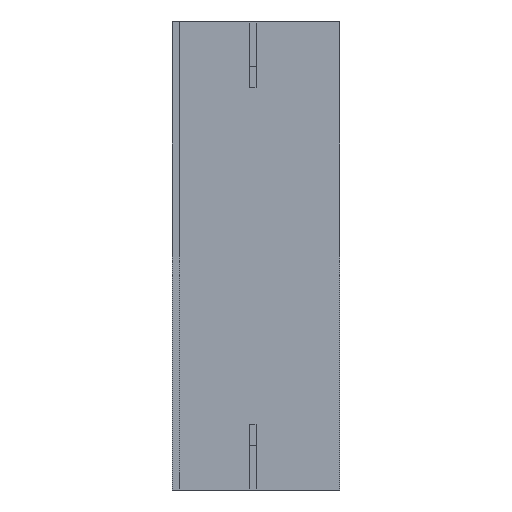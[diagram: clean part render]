
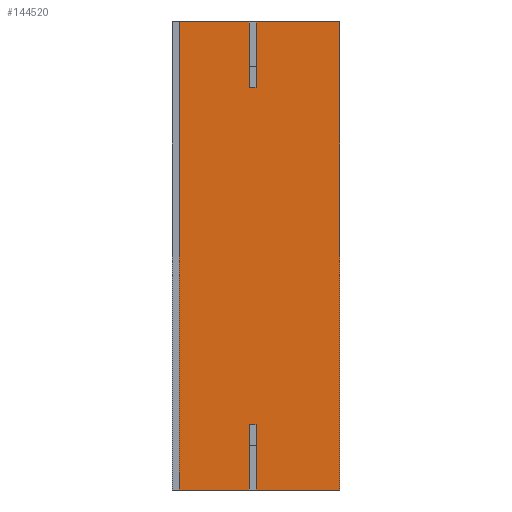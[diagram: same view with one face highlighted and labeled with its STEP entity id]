
A CAD part, left-side view. The second image highlights one B-rep face of the part: STEP entity #144520.
In plain terms, the highlighted free-form (B-spline) face has degree [1, 1] with [2, 2] control points.
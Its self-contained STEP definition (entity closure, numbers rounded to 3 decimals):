
#132790 = CARTESIAN_POINT ('', (-30., 50., -100.92));
#132800 = VERTEX_POINT ('', #132790);
#132860 = CARTESIAN_POINT ('', (-30., 52., -101.));
#132870 = VERTEX_POINT ('', #132860);
#132880 = CARTESIAN_POINT ('', (-30., 50., -100.92));
#132890 = CARTESIAN_POINT ('', (-30., 50.674, -100.974));
#132900 = CARTESIAN_POINT ('', (-30., 51.341, -101.));
#132910 = CARTESIAN_POINT ('', (-30., 52., -101.));
#132920 = (
   BOUNDED_CURVE ()
   B_SPLINE_CURVE (3, (#132880, #132890, #132900, #132910), .UNSPECIFIED., .F., .U.)
   B_SPLINE_CURVE_WITH_KNOTS ((4, 4), (0., 1.), .UNSPECIFIED.)
   CURVE ()
   GEOMETRIC_REPRESENTATION_ITEM ()
   RATIONAL_B_SPLINE_CURVE ((0.926, 0.95, 0.974, 1.))
   REPRESENTATION_ITEM ('')
);
#132930 = EDGE_CURVE ('', #132800, #132870, #132920, .T.);
#132950 = CARTESIAN_POINT ('', (-30., 54., -100.92));
#132960 = VERTEX_POINT ('', #132950);
#132970 = CARTESIAN_POINT ('', (-30., 52., -101.));
#132980 = CARTESIAN_POINT ('', (-30., 52.659, -101.));
#132990 = CARTESIAN_POINT ('', (-30., 53.326, -100.974));
#133000 = CARTESIAN_POINT ('', (-30., 54., -100.92));
#133010 = (
   BOUNDED_CURVE ()
   B_SPLINE_CURVE (3, (#132970, #132980, #132990, #133000), .UNSPECIFIED., .F., .U.)
   B_SPLINE_CURVE_WITH_KNOTS ((4, 4), (0., 1.), .UNSPECIFIED.)
   CURVE ()
   GEOMETRIC_REPRESENTATION_ITEM ()
   RATIONAL_B_SPLINE_CURVE ((1., 0.974, 0.95, 0.926))
   REPRESENTATION_ITEM ('')
);
#133020 = EDGE_CURVE ('', #132870, #132960, #133010, .T.);
#136370 = CARTESIAN_POINT ('', (-30., 54., 100.92));
#136380 = VERTEX_POINT ('', #136370);
#136390 = CARTESIAN_POINT ('', (-30., 52., 101.));
#136400 = VERTEX_POINT ('', #136390);
#136410 = CARTESIAN_POINT ('', (-30., 54., 100.92));
#136420 = CARTESIAN_POINT ('', (-30., 53.326, 100.974));
#136430 = CARTESIAN_POINT ('', (-30., 52.659, 101.));
#136440 = CARTESIAN_POINT ('', (-30., 52., 101.));
#136450 = (
   BOUNDED_CURVE ()
   B_SPLINE_CURVE (3, (#136410, #136420, #136430, #136440), .UNSPECIFIED., .F., .U.)
   B_SPLINE_CURVE_WITH_KNOTS ((4, 4), (0., 1.), .UNSPECIFIED.)
   CURVE ()
   GEOMETRIC_REPRESENTATION_ITEM ()
   RATIONAL_B_SPLINE_CURVE ((0.926, 0.95, 0.974, 1.))
   REPRESENTATION_ITEM ('')
);
#136460 = EDGE_CURVE ('', #136380, #136400, #136450, .T.);
#136800 = CARTESIAN_POINT ('', (-30., 50., 100.92));
#136810 = VERTEX_POINT ('', #136800);
#136820 = CARTESIAN_POINT ('', (-30., 52., 101.));
#136830 = CARTESIAN_POINT ('', (-30., 51.341, 101.));
#136840 = CARTESIAN_POINT ('', (-30., 50.674, 100.974));
#136850 = CARTESIAN_POINT ('', (-30., 50., 100.92));
#136860 = (
   BOUNDED_CURVE ()
   B_SPLINE_CURVE (3, (#136820, #136830, #136840, #136850), .UNSPECIFIED., .F., .U.)
   B_SPLINE_CURVE_WITH_KNOTS ((4, 4), (0., 1.), .UNSPECIFIED.)
   CURVE ()
   GEOMETRIC_REPRESENTATION_ITEM ()
   RATIONAL_B_SPLINE_CURVE ((1., 0.974, 0.95, 0.926))
   REPRESENTATION_ITEM ('')
);
#136870 = EDGE_CURVE ('', #136400, #136810, #136860, .T.);
#143750 = ORIENTED_EDGE ('', *, *, #132930, .F.);
#143760 = CARTESIAN_POINT ('', (-30., 50., -140.));
#143770 = VERTEX_POINT ('', #143760);
#143780 = CARTESIAN_POINT ('', (-30., 50., -100.92));
#143790 = CARTESIAN_POINT ('', (-30., 50., -140.));
#143800 = B_SPLINE_CURVE_WITH_KNOTS ('', 1, (#143780, #143790), .UNSPECIFIED., .F., .U., (2, 2), (0., 1.), .UNSPECIFIED.);
#143810 = EDGE_CURVE ('', #132800, #143770, #143800, .T.);
#143820 = ORIENTED_EDGE ('', *, *, #143810, .T.);
#143830 = CARTESIAN_POINT ('', (-30., 0., -140.));
#143840 = VERTEX_POINT ('', #143830);
#143850 = CARTESIAN_POINT ('', (-30., 50., -140.));
#143860 = CARTESIAN_POINT ('', (-30., 0., -140.));
#143870 = B_SPLINE_CURVE_WITH_KNOTS ('', 1, (#143850, #143860), .UNSPECIFIED., .F., .U., (2, 2), (0., 1.), .UNSPECIFIED.);
#143880 = EDGE_CURVE ('', #143770, #143840, #143870, .T.);
#143890 = ORIENTED_EDGE ('', *, *, #143880, .T.);
#143900 = CARTESIAN_POINT ('', (-30., 0., 140.));
#143910 = VERTEX_POINT ('', #143900);
#143920 = CARTESIAN_POINT ('', (-30., 0., -140.));
#143930 = CARTESIAN_POINT ('', (-30., 0., 140.));
#143940 = B_SPLINE_CURVE_WITH_KNOTS ('', 1, (#143920, #143930), .UNSPECIFIED., .F., .U., (2, 2), (0., 1.), .UNSPECIFIED.);
#143950 = EDGE_CURVE ('', #143840, #143910, #143940, .T.);
#143960 = ORIENTED_EDGE ('', *, *, #143950, .T.);
#143970 = CARTESIAN_POINT ('', (-30., 50., 140.));
#143980 = VERTEX_POINT ('', #143970);
#143990 = CARTESIAN_POINT ('', (-30., 0., 140.));
#144000 = CARTESIAN_POINT ('', (-30., 50., 140.));
#144010 = B_SPLINE_CURVE_WITH_KNOTS ('', 1, (#143990, #144000), .UNSPECIFIED., .F., .U., (2, 2), (0., 1.), .UNSPECIFIED.);
#144020 = EDGE_CURVE ('', #143910, #143980, #144010, .T.);
#144030 = ORIENTED_EDGE ('', *, *, #144020, .T.);
#144040 = CARTESIAN_POINT ('', (-30., 50., 140.));
#144050 = CARTESIAN_POINT ('', (-30., 50., 100.92));
#144060 = B_SPLINE_CURVE_WITH_KNOTS ('', 1, (#144040, #144050), .UNSPECIFIED., .F., .U., (2, 2), (0., 1.), .UNSPECIFIED.);
#144070 = EDGE_CURVE ('', #143980, #136810, #144060, .T.);
#144080 = ORIENTED_EDGE ('', *, *, #144070, .T.);
#144090 = ORIENTED_EDGE ('', *, *, #136870, .F.);
#144100 = ORIENTED_EDGE ('', *, *, #136460, .F.);
#144110 = CARTESIAN_POINT ('', (-30., 54., 140.));
#144120 = VERTEX_POINT ('', #144110);
#144130 = CARTESIAN_POINT ('', (-30., 54., 140.));
#144140 = CARTESIAN_POINT ('', (-30., 54., 100.92));
#144150 = B_SPLINE_CURVE_WITH_KNOTS ('', 1, (#144130, #144140), .UNSPECIFIED., .F., .U., (2, 2), (0., 1.), .UNSPECIFIED.);
#144160 = EDGE_CURVE ('', #144120, #136380, #144150, .T.);
#144170 = ORIENTED_EDGE ('', *, *, #144160, .F.);
#144180 = CARTESIAN_POINT ('', (-30., 96., 140.));
#144190 = VERTEX_POINT ('', #144180);
#144200 = CARTESIAN_POINT ('', (-30., 54., 140.));
#144210 = CARTESIAN_POINT ('', (-30., 96., 140.));
#144220 = B_SPLINE_CURVE_WITH_KNOTS ('', 1, (#144200, #144210), .UNSPECIFIED., .F., .U., (2, 2), (0., 1.), .UNSPECIFIED.);
#144230 = EDGE_CURVE ('', #144120, #144190, #144220, .T.);
#144240 = ORIENTED_EDGE ('', *, *, #144230, .T.);
#144250 = CARTESIAN_POINT ('', (-30., 96., -140.));
#144260 = VERTEX_POINT ('', #144250);
#144270 = CARTESIAN_POINT ('', (-30., 96., -140.));
#144280 = CARTESIAN_POINT ('', (-30., 96., 140.));
#144290 = B_SPLINE_CURVE_WITH_KNOTS ('', 1, (#144270, #144280), .UNSPECIFIED., .F., .U., (2, 2), (0., 1.), .UNSPECIFIED.);
#144300 = EDGE_CURVE ('', #144260, #144190, #144290, .T.);
#144310 = ORIENTED_EDGE ('', *, *, #144300, .F.);
#144320 = CARTESIAN_POINT ('', (-30., 54., -140.));
#144330 = VERTEX_POINT ('', #144320);
#144340 = CARTESIAN_POINT ('', (-30., 96., -140.));
#144350 = CARTESIAN_POINT ('', (-30., 54., -140.));
#144360 = B_SPLINE_CURVE_WITH_KNOTS ('', 1, (#144340, #144350), .UNSPECIFIED., .F., .U., (2, 2), (0., 1.), .UNSPECIFIED.);
#144370 = EDGE_CURVE ('', #144260, #144330, #144360, .T.);
#144380 = ORIENTED_EDGE ('', *, *, #144370, .T.);
#144390 = CARTESIAN_POINT ('', (-30., 54., -140.));
#144400 = CARTESIAN_POINT ('', (-30., 54., -100.92));
#144410 = B_SPLINE_CURVE_WITH_KNOTS ('', 1, (#144390, #144400), .UNSPECIFIED., .F., .U., (2, 2), (0., 1.), .UNSPECIFIED.);
#144420 = EDGE_CURVE ('', #144330, #132960, #144410, .T.);
#144430 = ORIENTED_EDGE ('', *, *, #144420, .T.);
#144440 = ORIENTED_EDGE ('', *, *, #133020, .F.);
#144450 = EDGE_LOOP ('', (#143750, #143820, #143890, #143960, #144030, #144080, #144090, #144100, #144170, #144240, #144310, #144380, #144430, #144440));
#144460 = FACE_OUTER_BOUND ('', #144450, .T.);
#144470 = CARTESIAN_POINT ('', (-30., 0., -140.));
#144480 = CARTESIAN_POINT ('', (-30., 96., -140.));
#144490 = CARTESIAN_POINT ('', (-30., 0., 140.));
#144500 = CARTESIAN_POINT ('', (-30., 96., 140.));
#144510 = B_SPLINE_SURFACE_WITH_KNOTS ('', 1, 1, ((#144470, #144480), (#144490, #144500)), .UNSPECIFIED., .F., .F., .U., (2, 2), (2, 2), (0., 1.), (0., 1.), .UNSPECIFIED.);
#144520 = ADVANCED_FACE ('', (#144460), #144510, .T.);
